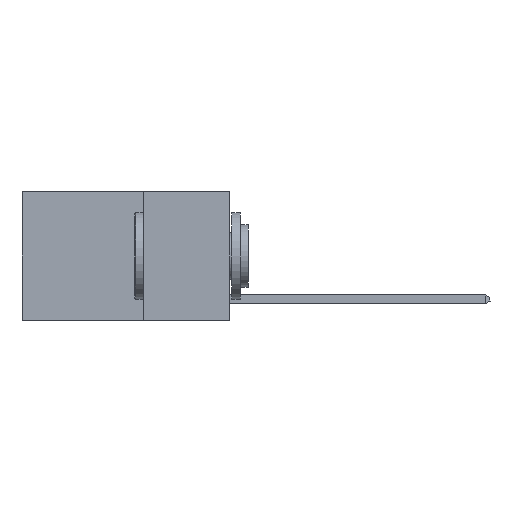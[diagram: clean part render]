
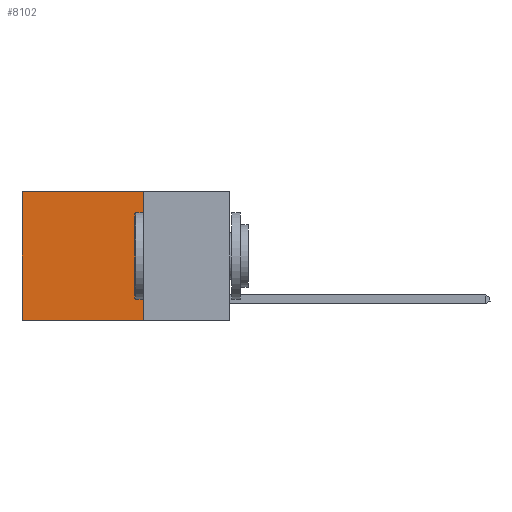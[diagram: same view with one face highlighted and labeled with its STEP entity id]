
A CAD part, left-side view. The second image highlights one B-rep face of the part: STEP entity #8102.
In plain terms, the highlighted planar face has unit normal (-1, 0, 0).
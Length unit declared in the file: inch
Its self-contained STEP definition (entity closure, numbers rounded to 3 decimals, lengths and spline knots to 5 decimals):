
#183 = VERTEX_POINT ( 'NONE', #7891 ) ;
#551 = VECTOR ( 'NONE', #9369, 39.37008 ) ;
#861 = ORIENTED_EDGE ( 'NONE', *, *, #1989, .F. ) ;
#960 = PLANE ( 'NONE',  #1812 ) ;
#1408 = VECTOR ( 'NONE', #5998, 39.37008 ) ;
#1500 = VERTEX_POINT ( 'NONE', #10195 ) ;
#1812 = AXIS2_PLACEMENT_3D ( 'NONE', #9221, #9157, #11909 ) ;
#1848 = VECTOR ( 'NONE', #5177, 39.37008 ) ;
#1989 = EDGE_CURVE ( 'NONE', #1500, #183, #8703, .T. ) ;
#3133 = LINE ( 'NONE', #11463, #6222 ) ;
#3198 = EDGE_CURVE ( 'NONE', #10395, #3407, #6526, .T. ) ;
#3407 = VERTEX_POINT ( 'NONE', #10140 ) ;
#3929 = CARTESIAN_POINT ( 'NONE',  ( 0.2625, 0.25, 0. ) ) ;
#4109 = CARTESIAN_POINT ( 'NONE',  ( 0.2625, 0.25, -0.37 ) ) ;
#4535 = EDGE_CURVE ( 'NONE', #10395, #1500, #3133, .T. ) ;
#5177 = DIRECTION ( 'NONE',  ( 0., 1., 0. ) ) ;
#5674 = ORIENTED_EDGE ( 'NONE', *, *, #4535, .F. ) ;
#5998 = DIRECTION ( 'NONE',  ( 0., 0., -1. ) ) ;
#6222 = VECTOR ( 'NONE', #10664, 39.37008 ) ;
#6526 = LINE ( 'NONE', #3929, #551 ) ;
#6724 = ORIENTED_EDGE ( 'NONE', *, *, #10129, .T. ) ;
#7445 = FACE_OUTER_BOUND ( 'NONE', #11789, .T. ) ;
#7891 = CARTESIAN_POINT ( 'NONE',  ( 0.2625, 0.6, -0.37 ) ) ;
#8102 = ADVANCED_FACE ( 'NONE', ( #7445 ), #960, .F. ) ;
#8703 = LINE ( 'NONE', #4109, #1848 ) ;
#8843 = CARTESIAN_POINT ( 'NONE',  ( 0.2625, 0.6, 0. ) ) ;
#9157 = DIRECTION ( 'NONE',  ( 1., 0., 0. ) ) ;
#9221 = CARTESIAN_POINT ( 'NONE',  ( 0.2625, 0.25, 0. ) ) ;
#9369 = DIRECTION ( 'NONE',  ( 0., 1., 0. ) ) ;
#9802 = LINE ( 'NONE', #8843, #1408 ) ;
#10129 = EDGE_CURVE ( 'NONE', #3407, #183, #9802, .T. ) ;
#10140 = CARTESIAN_POINT ( 'NONE',  ( 0.2625, 0.6, 0. ) ) ;
#10195 = CARTESIAN_POINT ( 'NONE',  ( 0.2625, 0.25, -0.37 ) ) ;
#10237 = CARTESIAN_POINT ( 'NONE',  ( 0.2625, 0.25, 0. ) ) ;
#10395 = VERTEX_POINT ( 'NONE', #10237 ) ;
#10664 = DIRECTION ( 'NONE',  ( 0., 0., -1. ) ) ;
#10877 = ORIENTED_EDGE ( 'NONE', *, *, #3198, .T. ) ;
#11463 = CARTESIAN_POINT ( 'NONE',  ( 0.2625, 0.25, 0. ) ) ;
#11789 = EDGE_LOOP ( 'NONE', ( #6724, #861, #5674, #10877 ) ) ;
#11909 = DIRECTION ( 'NONE',  ( 0., 0., -1. ) ) ;
